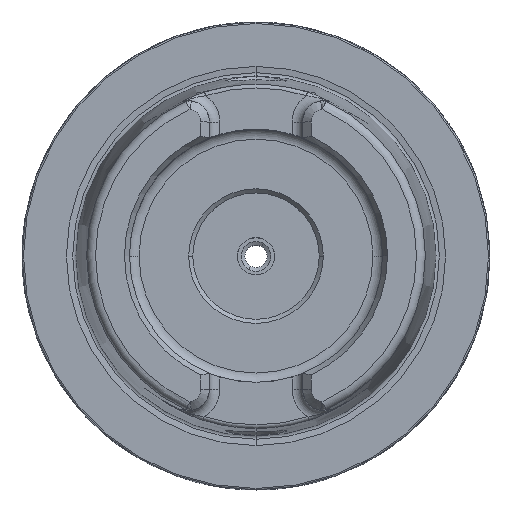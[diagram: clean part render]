
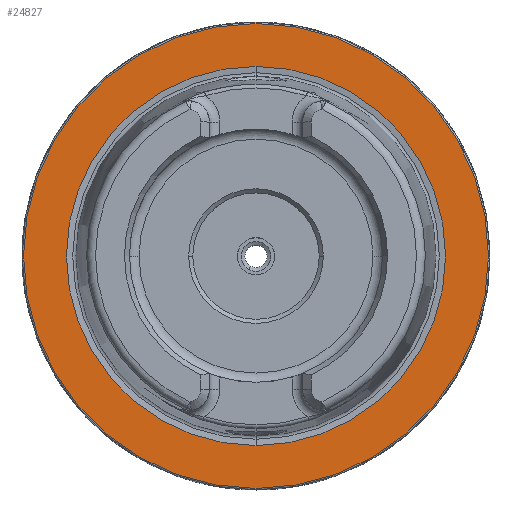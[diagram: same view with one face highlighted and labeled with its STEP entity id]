
A CAD part, top view. The second image highlights one B-rep face of the part: STEP entity #24827.
In plain terms, the highlighted planar face has unit normal (0, 0, 1).
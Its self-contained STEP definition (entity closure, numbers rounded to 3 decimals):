
#802 = CIRCLE ( 'NONE', #18474, 25.5 ) ;
#899 = CARTESIAN_POINT ( 'NONE',  ( 0., 31.27, 0. ) ) ;
#986 = CARTESIAN_POINT ( 'NONE',  ( 0., 0., 0. ) ) ;
#1149 = EDGE_LOOP ( 'NONE', ( #3292, #19700 ) ) ;
#1660 = EDGE_CURVE ( 'NONE', #19837, #16247, #802, .T. ) ;
#1777 = VERTEX_POINT ( 'NONE', #899 ) ;
#1847 = CARTESIAN_POINT ( 'NONE',  ( 0., -25.5, 0. ) ) ;
#2625 = EDGE_CURVE ( 'NONE', #1777, #14615, #8950, .T. ) ;
#2928 = CARTESIAN_POINT ( 'NONE',  ( 0., 0., 0. ) ) ;
#3198 = DIRECTION ( 'NONE',  ( 0., 1., 0. ) ) ;
#3235 = AXIS2_PLACEMENT_3D ( 'NONE', #10823, #26463, #13079 ) ;
#3292 = ORIENTED_EDGE ( 'NONE', *, *, #11428, .T. ) ;
#5155 = DIRECTION ( 'NONE',  ( 0., 1., 0. ) ) ;
#7617 = CIRCLE ( 'NONE', #12553, 31.27 ) ;
#7663 = CARTESIAN_POINT ( 'NONE',  ( 0., 25.5, 0. ) ) ;
#7673 = AXIS2_PLACEMENT_3D ( 'NONE', #26841, #26340, #25708 ) ;
#8950 = CIRCLE ( 'NONE', #7673, 31.27 ) ;
#10823 = CARTESIAN_POINT ( 'NONE',  ( 0., 31.47, 0. ) ) ;
#11428 = EDGE_CURVE ( 'NONE', #14615, #1777, #7617, .T. ) ;
#12127 = CARTESIAN_POINT ( 'NONE',  ( 0., 0., 0. ) ) ;
#12553 = AXIS2_PLACEMENT_3D ( 'NONE', #12127, #27825, #14361 ) ;
#12785 = ORIENTED_EDGE ( 'NONE', *, *, #23799, .T. ) ;
#13079 = DIRECTION ( 'NONE',  ( 0., -1., 0. ) ) ;
#13315 = CARTESIAN_POINT ( 'NONE',  ( 0., -31.27, 0. ) ) ;
#13712 = FACE_BOUND ( 'NONE', #17785, .T. ) ;
#14361 = DIRECTION ( 'NONE',  ( 0., -1., 0. ) ) ;
#14615 = VERTEX_POINT ( 'NONE', #13315 ) ;
#15186 = PLANE ( 'NONE',  #3235 ) ;
#16247 = VERTEX_POINT ( 'NONE', #7663 ) ;
#16503 = DIRECTION ( 'NONE',  ( 0., 0., -1. ) ) ;
#17785 = EDGE_LOOP ( 'NONE', ( #18194, #12785 ) ) ;
#18194 = ORIENTED_EDGE ( 'NONE', *, *, #1660, .T. ) ;
#18458 = DIRECTION ( 'NONE',  ( 0., 0., -1. ) ) ;
#18474 = AXIS2_PLACEMENT_3D ( 'NONE', #2928, #18458, #5155 ) ;
#19700 = ORIENTED_EDGE ( 'NONE', *, *, #2625, .T. ) ;
#19837 = VERTEX_POINT ( 'NONE', #1847 ) ;
#22039 = AXIS2_PLACEMENT_3D ( 'NONE', #986, #16503, #3198 ) ;
#23799 = EDGE_CURVE ( 'NONE', #16247, #19837, #25673, .T. ) ;
#24827 = ADVANCED_FACE ( 'NONE', ( #25564, #13712 ), #15186, .T. ) ;
#25564 = FACE_OUTER_BOUND ( 'NONE', #1149, .T. ) ;
#25673 = CIRCLE ( 'NONE', #22039, 25.5 ) ;
#25708 = DIRECTION ( 'NONE',  ( 0., -1., 0. ) ) ;
#26340 = DIRECTION ( 'NONE',  ( 0., 0., 1. ) ) ;
#26463 = DIRECTION ( 'NONE',  ( 0., 0., 1. ) ) ;
#26841 = CARTESIAN_POINT ( 'NONE',  ( 0., 0., 0. ) ) ;
#27825 = DIRECTION ( 'NONE',  ( 0., 0., 1. ) ) ;
